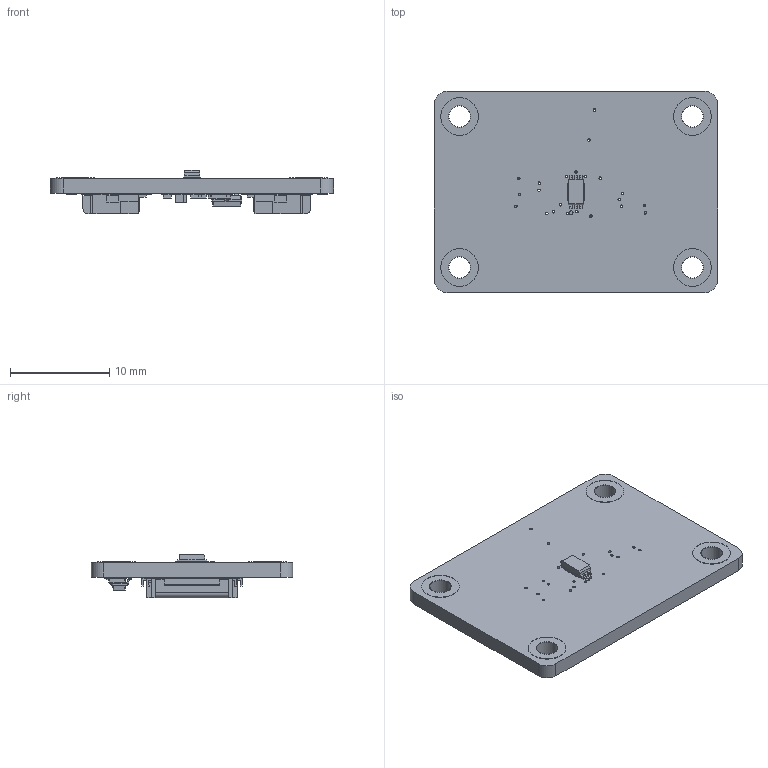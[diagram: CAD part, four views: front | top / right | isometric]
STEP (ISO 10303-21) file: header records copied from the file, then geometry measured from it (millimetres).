
FILE_DESCRIPTION(('KiCad electronic assembly'),'2;1');
FILE_NAME('prospector_driver.step','2025-07-10T16:21:08',('Pcbnew'),( 'Kicad'),'Open CASCADE STEP processor 7.9','KiCad to STEP converter' ,'Unknown');
FILE_SCHEMA(('AUTOMOTIVE_DESIGN { 1 0 10303 214 1 1 1 1 }'));
Length unit declared in the file: millimetre
Products named in the file (16): prospector_driver 1; BH1750FVI-TR; R_0603_1608Metric; Hirose_FH12-10S-0.5SH_1x10-1MP_P0.50mm_Horizontal; body; lock; pins; C_0603_1608Metric; Hirose_FH12-12S-0.5SH_1x12-1MP_P0.50mm_Horizontal; SOT-23; driver_pad; driver_silkscreen; driver_PCB
Assembly tree (23 placements, depth 3):
  prospector_driver 1
    BH1750FVI-TR
    R_0603_1608Metric  x8
    Hirose_FH12-10S-0.5SH_1x10-1MP_P0.50mm_Horizontal
      body
      lock
      pins
    C_0603_1608Metric  x2
    Hirose_FH12-12S-0.5SH_1x12-1MP_P0.50mm_Horizontal
      body
      lock
      pins
    SOT-23
    driver_pad
    driver_silkscreen
    driver_PCB
Bounding box: 28.57 x 20.32 x 4.43 mm (x, y, z)
Volume: 1052.4 mm3; surface area: 2387.6 mm2
Topology: 93 solids, 141 shells, 1420 faces, 4150 edges, 2970 vertices
Faces by surface type: plane 1116, cylinder 288, bspline 16
Full cylindrical faces by diameter (mm): 0.2 x1, 0.25 x22, 2.15 x12, 2.2 x8, 3.8 x8
Entity records: 42783 total; most frequent: CARTESIAN_POINT 7522, DIRECTION 6563, ORIENTED_EDGE 6505, EDGE_CURVE 3602, LINE 3029, VECTOR 3029, VERTEX_POINT 2614, AXIS2_PLACEMENT_3D 1767
